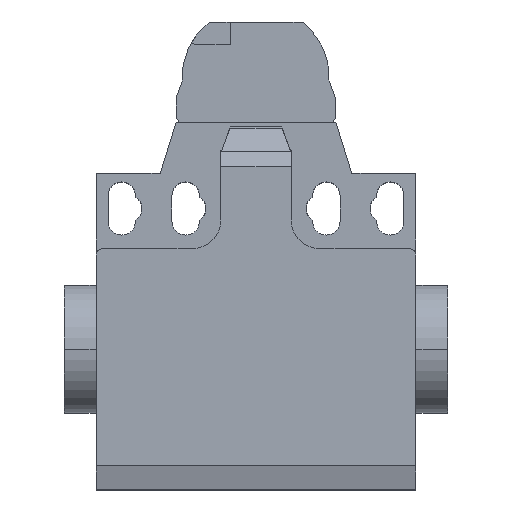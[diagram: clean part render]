
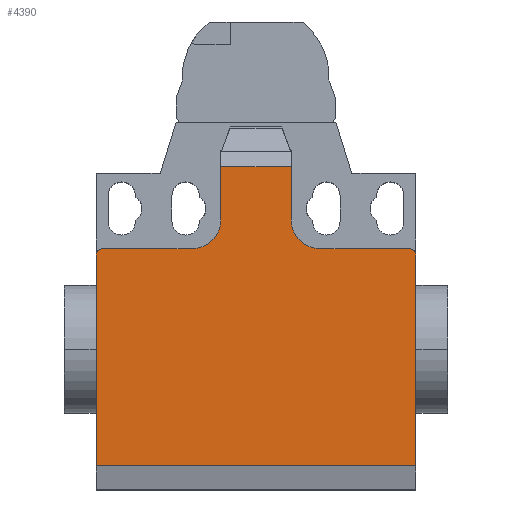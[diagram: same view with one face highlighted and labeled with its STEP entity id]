
A CAD part, top view. The second image highlights one B-rep face of the part: STEP entity #4390.
In plain terms, the highlighted planar face has unit normal (0, 0, 1).
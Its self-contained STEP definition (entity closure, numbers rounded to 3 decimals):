
#1344=CARTESIAN_POINT('',(50.,36.7,30.));
#1345=VERTEX_POINT('',#1344);
#1346=CARTESIAN_POINT('',(50.,4.9,30.0));
#1347=VERTEX_POINT('',#1346);
#1348=CARTESIAN_POINT('',(50.,36.7,30.));
#1349=DIRECTION('',(0.0,-1.0,0.0));
#1350=VECTOR('',#1349,31.8);
#1351=LINE('',#1348,#1350);
#1352=EDGE_CURVE('',#1345,#1347,#1351,.T.);
#1414=CARTESIAN_POINT('',(49.,37.7,30.));
#1415=VERTEX_POINT('',#1414);
#1422=CARTESIAN_POINT('',(49.,36.7,30.));
#1423=DIRECTION('',(0.0,0.0,1.0));
#1424=DIRECTION('',(0.0,-1.0,0.0));
#1425=AXIS2_PLACEMENT_3D('',#1422,#1423,#1424);
#1426=CIRCLE('',#1425,1.0);
#1427=EDGE_CURVE('',#1345,#1415,#1426,.T.);
#1568=CARTESIAN_POINT('',(35.,37.7,30.));
#1569=VERTEX_POINT('',#1568);
#1576=CARTESIAN_POINT('',(35.,37.7,30.));
#1577=DIRECTION('',(1.0,0.0,0.0));
#1578=VECTOR('',#1577,14.);
#1579=LINE('',#1576,#1578);
#1580=EDGE_CURVE('',#1569,#1415,#1579,.T.);
#1672=CARTESIAN_POINT('',(19.5,50.513,30.));
#1673=VERTEX_POINT('',#1672);
#1680=CARTESIAN_POINT('',(30.5,50.513,30.));
#1681=VERTEX_POINT('',#1680);
#1682=CARTESIAN_POINT('',(30.5,50.513,30.));
#1683=DIRECTION('',(-1.0,0.0,0.0));
#1684=VECTOR('',#1683,11.);
#1685=LINE('',#1682,#1684);
#1686=EDGE_CURVE('',#1681,#1673,#1685,.T.);
#1794=CARTESIAN_POINT('',(30.5,42.2,30.));
#1795=VERTEX_POINT('',#1794);
#1796=CARTESIAN_POINT('',(30.5,50.513,30.));
#1797=DIRECTION('',(0.0,-1.0,0.0));
#1798=VECTOR('',#1797,8.313);
#1799=LINE('',#1796,#1798);
#1800=EDGE_CURVE('',#1681,#1795,#1799,.T.);
#1921=CARTESIAN_POINT('',(35.,42.2,30.));
#1922=DIRECTION('',(0.0,0.0,1.0));
#1923=DIRECTION('',(-1.0,0.0,0.0));
#1924=AXIS2_PLACEMENT_3D('',#1921,#1922,#1923);
#1925=CIRCLE('',#1924,4.5);
#1926=EDGE_CURVE('',#1795,#1569,#1925,.T.);
#1987=CARTESIAN_POINT('',(15.,37.7,30.));
#1988=VERTEX_POINT('',#1987);
#1995=CARTESIAN_POINT('',(19.5,42.2,30.));
#1996=VERTEX_POINT('',#1995);
#1997=CARTESIAN_POINT('',(15.,42.2,30.));
#1998=DIRECTION('',(0.0,0.0,1.0));
#1999=DIRECTION('',(0.0,-1.0,0.0));
#2000=AXIS2_PLACEMENT_3D('',#1997,#1998,#1999);
#2001=CIRCLE('',#2000,4.5);
#2002=EDGE_CURVE('',#1988,#1996,#2001,.T.);
#2122=CARTESIAN_POINT('',(19.5,42.2,30.));
#2123=DIRECTION('',(0.0,1.0,0.0));
#2124=VECTOR('',#2123,8.313);
#2125=LINE('',#2122,#2124);
#2126=EDGE_CURVE('',#1996,#1673,#2125,.T.);
#3218=CARTESIAN_POINT('',(1.,37.7,30.));
#3219=VERTEX_POINT('',#3218);
#3226=CARTESIAN_POINT('',(15.,37.7,30.));
#3227=DIRECTION('',(-1.0,0.0,0.0));
#3228=VECTOR('',#3227,14.);
#3229=LINE('',#3226,#3228);
#3230=EDGE_CURVE('',#1988,#3219,#3229,.T.);
#3417=CARTESIAN_POINT('',(0.,36.7,30.));
#3418=VERTEX_POINT('',#3417);
#3419=CARTESIAN_POINT('',(0.0,4.9,30.0));
#3420=VERTEX_POINT('',#3419);
#3421=CARTESIAN_POINT('',(0.,36.7,30.));
#3422=DIRECTION('',(0.0,-1.0,0.0));
#3423=VECTOR('',#3422,31.8);
#3424=LINE('',#3421,#3423);
#3425=EDGE_CURVE('',#3418,#3420,#3424,.T.);
#3465=CARTESIAN_POINT('',(1.,36.7,30.));
#3466=DIRECTION('',(0.0,0.0,-1.0));
#3467=DIRECTION('',(0.0,-1.0,0.0));
#3468=AXIS2_PLACEMENT_3D('',#3465,#3466,#3467);
#3469=CIRCLE('',#3468,1.0);
#3470=EDGE_CURVE('',#3418,#3219,#3469,.T.);
#3860=CARTESIAN_POINT('',(0.0,3.732,30.0));
#3861=VERTEX_POINT('',#3860);
#3868=CARTESIAN_POINT('',(0.0,3.732,30.));
#3869=DIRECTION('',(0.0,1.0,0.0));
#3870=VECTOR('',#3869,1.168);
#3871=LINE('',#3868,#3870);
#3872=EDGE_CURVE('',#3861,#3420,#3871,.T.);
#4277=CARTESIAN_POINT('',(50.,3.732,30.0));
#4278=VERTEX_POINT('',#4277);
#4285=CARTESIAN_POINT('',(50.,3.732,30.));
#4286=DIRECTION('',(-1.0,0.0,0.0));
#4287=VECTOR('',#4286,50.);
#4288=LINE('',#4285,#4287);
#4289=EDGE_CURVE('',#4278,#3861,#4288,.T.);
#4364=CARTESIAN_POINT('',(26.1,17.782,30.));
#4365=DIRECTION('',(0.0,0.0,-1.0));
#4366=DIRECTION('',(0.0,-1.0,0.0));
#4367=AXIS2_PLACEMENT_3D('',#4364,#4365,#4366);
#4368=PLANE('',#4367);
#4369=ORIENTED_EDGE('',*,*,#4289,.F.);
#4370=CARTESIAN_POINT('',(50.,3.732,30.));
#4371=DIRECTION('',(0.0,1.0,0.0));
#4372=VECTOR('',#4371,1.168);
#4373=LINE('',#4370,#4372);
#4374=EDGE_CURVE('',#4278,#1347,#4373,.T.);
#4375=ORIENTED_EDGE('',*,*,#4374,.T.);
#4376=ORIENTED_EDGE('',*,*,#1352,.F.);
#4377=ORIENTED_EDGE('',*,*,#1427,.T.);
#4378=ORIENTED_EDGE('',*,*,#1580,.F.);
#4379=ORIENTED_EDGE('',*,*,#1926,.F.);
#4380=ORIENTED_EDGE('',*,*,#1800,.F.);
#4381=ORIENTED_EDGE('',*,*,#1686,.T.);
#4382=ORIENTED_EDGE('',*,*,#2126,.F.);
#4383=ORIENTED_EDGE('',*,*,#2002,.F.);
#4384=ORIENTED_EDGE('',*,*,#3230,.T.);
#4385=ORIENTED_EDGE('',*,*,#3470,.F.);
#4386=ORIENTED_EDGE('',*,*,#3425,.T.);
#4387=ORIENTED_EDGE('',*,*,#3872,.F.);
#4388=EDGE_LOOP('',(#4369,#4375,#4376,#4377,#4378,#4379,#4380,#4381,#4382,#4383,#4384,#4385,#4386,#4387));
#4389=FACE_OUTER_BOUND('',#4388,.T.);
#4390=ADVANCED_FACE('',(#4389),#4368,.F.);
